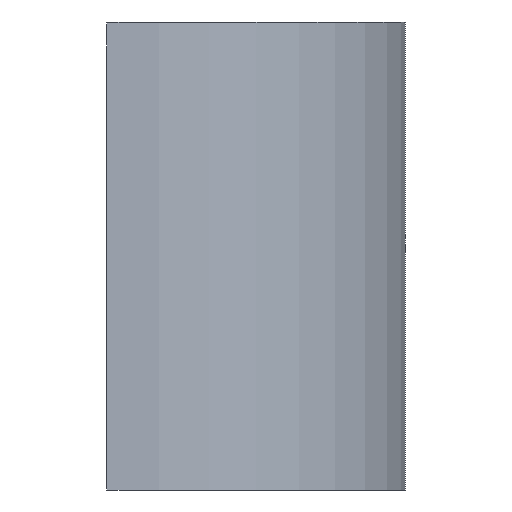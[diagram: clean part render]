
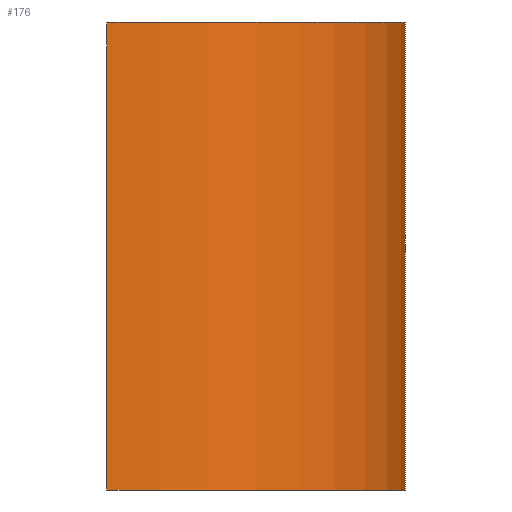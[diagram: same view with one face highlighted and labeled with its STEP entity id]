
A CAD part, front view. The second image highlights one B-rep face of the part: STEP entity #176.
In plain terms, the highlighted cylindrical face has radius 510 mm (diameter 1020 mm), a partial arc.
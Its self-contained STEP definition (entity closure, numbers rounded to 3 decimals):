
#3 = ORIENTED_EDGE ( 'NONE', *, *, #68, .F. ) ;
#14 = LINE ( 'NONE', #43, #75 ) ;
#16 = DIRECTION ( 'NONE',  ( -1., 0., 0. ) ) ;
#21 = FACE_OUTER_BOUND ( 'NONE', #233, .T. ) ;
#27 = AXIS2_PLACEMENT_3D ( 'NONE', #184, #234, #217 ) ;
#30 = ORIENTED_EDGE ( 'NONE', *, *, #131, .F. ) ;
#38 = EDGE_CURVE ( 'NONE', #241, #125, #238, .T. ) ;
#40 = VERTEX_POINT ( 'NONE', #178 ) ;
#41 = CARTESIAN_POINT ( 'NONE',  ( 0., -510., 0. ) ) ;
#43 = CARTESIAN_POINT ( 'NONE',  ( 0., -510., 800. ) ) ;
#44 = ORIENTED_EDGE ( 'NONE', *, *, #38, .F. ) ;
#68 = EDGE_CURVE ( 'NONE', #81, #241, #14, .T. ) ;
#75 = VECTOR ( 'NONE', #144, 1000. ) ;
#81 = VERTEX_POINT ( 'NONE', #41 ) ;
#82 = CARTESIAN_POINT ( 'NONE',  ( 510., 0., 800. ) ) ;
#98 = DIRECTION ( 'NONE',  ( 0., 0., 1. ) ) ;
#109 = CYLINDRICAL_SURFACE ( 'NONE', #222, 510. ) ;
#118 = CARTESIAN_POINT ( 'NONE',  ( 0., 0., 800. ) ) ;
#121 = CARTESIAN_POINT ( 'NONE',  ( 0., -510., 800. ) ) ;
#124 = DIRECTION ( 'NONE',  ( 0., 0., -1. ) ) ;
#125 = VERTEX_POINT ( 'NONE', #82 ) ;
#131 = EDGE_CURVE ( 'NONE', #125, #40, #224, .T. ) ;
#138 = VECTOR ( 'NONE', #124, 1000. ) ;
#140 = CARTESIAN_POINT ( 'NONE',  ( 510., 0., 800. ) ) ;
#144 = DIRECTION ( 'NONE',  ( 0., 0., 1. ) ) ;
#145 = EDGE_CURVE ( 'NONE', #81, #40, #179, .T. ) ;
#150 = AXIS2_PLACEMENT_3D ( 'NONE', #118, #98, #229 ) ;
#169 = CARTESIAN_POINT ( 'NONE',  ( 0., 0., 800. ) ) ;
#176 = ADVANCED_FACE ( 'NONE', ( #21 ), #109, .T. ) ;
#178 = CARTESIAN_POINT ( 'NONE',  ( 510., 0., 0. ) ) ;
#179 = CIRCLE ( 'NONE', #27, 510. ) ;
#184 = CARTESIAN_POINT ( 'NONE',  ( 0., 0., 0. ) ) ;
#188 = ORIENTED_EDGE ( 'NONE', *, *, #145, .T. ) ;
#217 = DIRECTION ( 'NONE',  ( 1., 0., 0. ) ) ;
#218 = DIRECTION ( 'NONE',  ( 0., 0., -1. ) ) ;
#222 = AXIS2_PLACEMENT_3D ( 'NONE', #169, #218, #16 ) ;
#224 = LINE ( 'NONE', #140, #138 ) ;
#229 = DIRECTION ( 'NONE',  ( 1., 0., 0. ) ) ;
#233 = EDGE_LOOP ( 'NONE', ( #30, #44, #3, #188 ) ) ;
#234 = DIRECTION ( 'NONE',  ( 0., 0., 1. ) ) ;
#238 = CIRCLE ( 'NONE', #150, 510. ) ;
#241 = VERTEX_POINT ( 'NONE', #121 ) ;
